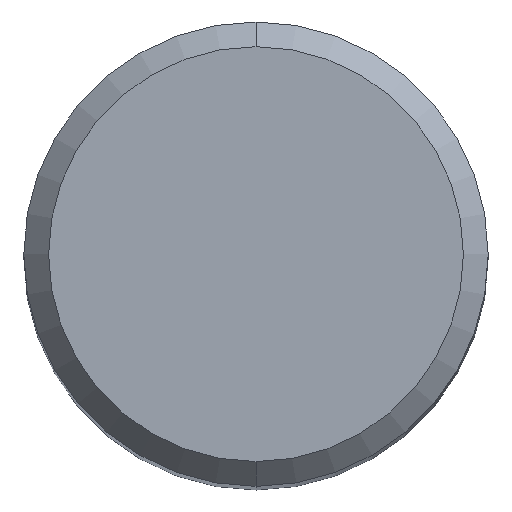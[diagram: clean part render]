
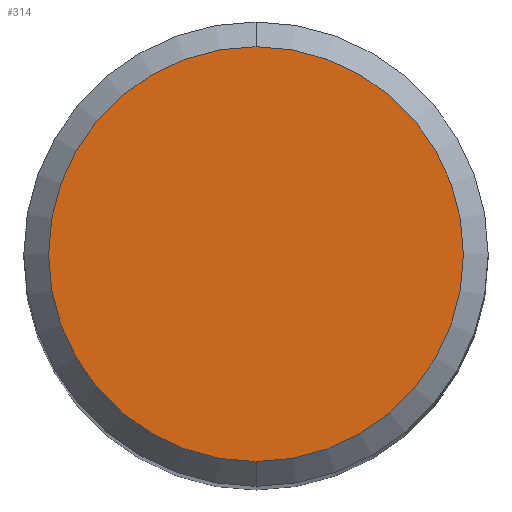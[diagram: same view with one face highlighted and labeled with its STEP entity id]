
A CAD part, top view. The second image highlights one B-rep face of the part: STEP entity #314.
In plain terms, the highlighted planar face has unit normal (0, 0, 1).
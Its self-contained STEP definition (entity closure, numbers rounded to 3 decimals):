
#192=VERTEX_POINT('',#494);
#254=VERTEX_POINT('',#565);
#270=EDGE_CURVE('',#254,#192,#582,.T.);
#314=ADVANCED_FACE('',(#633),#634,.T.);
#388=EDGE_CURVE('',#192,#254,#714,.T.);
#494=CARTESIAN_POINT('',(0.0,6.7,0.0));
#565=CARTESIAN_POINT('',(0.,-6.7,0.0));
#582=CIRCLE('',#1047,6.7);
#633=FACE_OUTER_BOUND('',#1187,.T.);
#634=PLANE('',#1188);
#714=CIRCLE('',#1327,6.7);
#1047=AXIS2_PLACEMENT_3D('',#1586,#1587,#1588);
#1187=EDGE_LOOP('',(#1687,#1688));
#1188=AXIS2_PLACEMENT_3D('',#1689,#1690,#1691);
#1327=AXIS2_PLACEMENT_3D('',#1761,#1762,#1763);
#1586=CARTESIAN_POINT('',(0.0,0.0,0.0));
#1587=DIRECTION('',(0.0,0.0,-1.0));
#1588=DIRECTION('',(0.0,1.0,0.0));
#1687=ORIENTED_EDGE('',*,*,#388,.F.);
#1688=ORIENTED_EDGE('',*,*,#270,.F.);
#1689=CARTESIAN_POINT('',(0.0,3.35,0.0));
#1690=DIRECTION('',(-0.0,0.0,1.0));
#1691=DIRECTION('',(0.0,-1.0,0.0));
#1761=CARTESIAN_POINT('',(0.0,0.0,0.0));
#1762=DIRECTION('',(0.0,0.0,-1.0));
#1763=DIRECTION('',(0.0,1.0,0.0));
